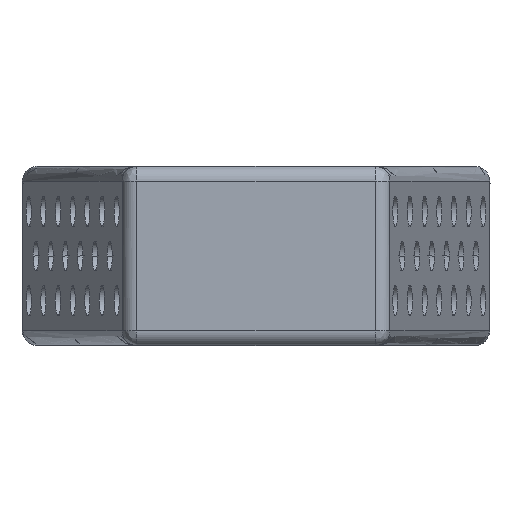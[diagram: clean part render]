
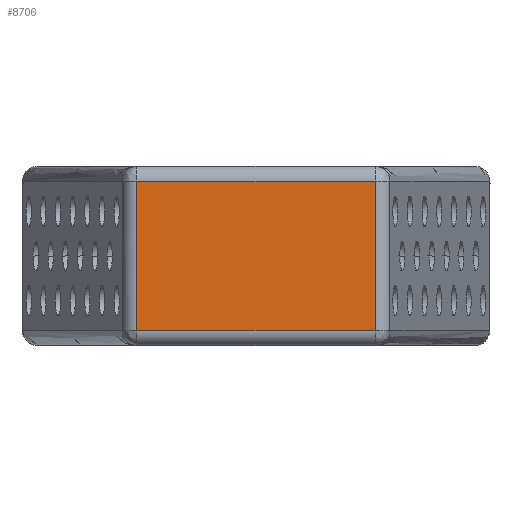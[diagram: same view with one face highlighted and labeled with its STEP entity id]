
A CAD part, front view. The second image highlights one B-rep face of the part: STEP entity #8706.
In plain terms, the highlighted free-form (B-spline) face has degree [1, 1] with [2, 2] control points.
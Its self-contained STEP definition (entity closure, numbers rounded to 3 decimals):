
#4528 = VERTEX_POINT('',#4529);
#4529 = CARTESIAN_POINT('',(-11.209,0.,-7.043));
#4535 = EDGE_CURVE('',#4536,#4528,#4538,.T.);
#4536 = VERTEX_POINT('',#4537);
#4537 = CARTESIAN_POINT('',(-11.209,0.,7.043));
#4538 = B_SPLINE_CURVE_WITH_KNOTS('',1,(#4539,#4540),.UNSPECIFIED.,.F.,
  .F.,(2,2),(-5.,5.),.PIECEWISE_BEZIER_KNOTS.);
#4539 = CARTESIAN_POINT('',(-11.209,0.,7.043));
#4540 = CARTESIAN_POINT('',(-11.209,0.,-7.043));
#6717 = EDGE_CURVE('',#6718,#4536,#6720,.T.);
#6718 = VERTEX_POINT('',#6719);
#6719 = CARTESIAN_POINT('',(11.209,0.,7.043));
#6720 = B_SPLINE_CURVE_WITH_KNOTS('',1,(#6721,#6722),.UNSPECIFIED.,.F.,
  .F.,(2,2),(-11.883,4.033),.PIECEWISE_BEZIER_KNOTS.);
#6721 = CARTESIAN_POINT('',(11.209,0.,7.043));
#6722 = CARTESIAN_POINT('',(-11.209,0.,7.043));
#6743 = VERTEX_POINT('',#6744);
#6744 = CARTESIAN_POINT('',(11.209,0.,-7.043));
#6757 = EDGE_CURVE('',#6718,#6743,#6758,.T.);
#6758 = B_SPLINE_CURVE_WITH_KNOTS('',1,(#6759,#6760),.UNSPECIFIED.,.F.,
  .F.,(2,2),(-5.,5.),.PIECEWISE_BEZIER_KNOTS.);
#6759 = CARTESIAN_POINT('',(11.209,0.,7.043));
#6760 = CARTESIAN_POINT('',(11.209,0.,-7.043));
#6795 = EDGE_CURVE('',#4528,#6743,#6796,.T.);
#6796 = B_SPLINE_CURVE_WITH_KNOTS('',1,(#6797,#6798),.UNSPECIFIED.,.F.,
  .F.,(2,2),(-4.033,11.883),.PIECEWISE_BEZIER_KNOTS.);
#6797 = CARTESIAN_POINT('',(-11.209,0.,-7.043));
#6798 = CARTESIAN_POINT('',(11.209,0.,-7.043));
#8706 = ADVANCED_FACE('',(#8707),#8713,.T.);
#8707 = FACE_BOUND('',#8708,.T.);
#8708 = EDGE_LOOP('',(#8709,#8710,#8711,#8712));
#8709 = ORIENTED_EDGE('',*,*,#6717,.T.);
#8710 = ORIENTED_EDGE('',*,*,#4535,.T.);
#8711 = ORIENTED_EDGE('',*,*,#6795,.T.);
#8712 = ORIENTED_EDGE('',*,*,#6757,.F.);
#8713 = B_SPLINE_SURFACE_WITH_KNOTS('',1,1,(
    (#8714,#8715)
    ,(#8716,#8717
    )),.UNSPECIFIED.,.F.,.F.,.F.,(2,2),(2,2),(-7.958,
    7.958),(-5.,5.),.PIECEWISE_BEZIER_KNOTS.);
#8714 = CARTESIAN_POINT('',(-11.209,0.,-7.043));
#8715 = CARTESIAN_POINT('',(-11.209,0.,7.043));
#8716 = CARTESIAN_POINT('',(11.209,0.,-7.043));
#8717 = CARTESIAN_POINT('',(11.209,0.,7.043));
